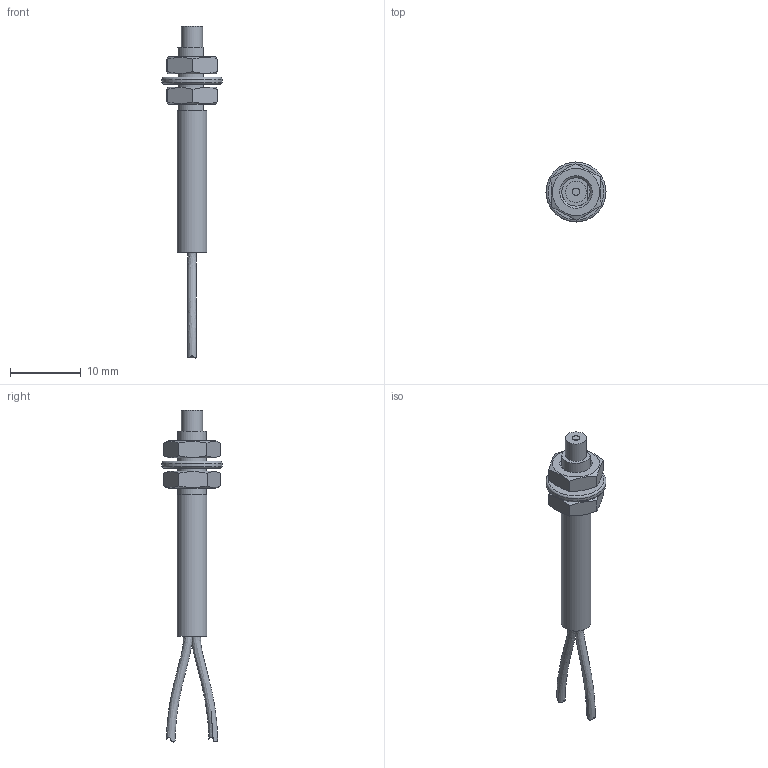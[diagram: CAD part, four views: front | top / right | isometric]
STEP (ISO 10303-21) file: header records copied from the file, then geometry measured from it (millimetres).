
FILE_DESCRIPTION(/* description */ (''),/* implementation_level */ '2;1');
FILE_NAME(/* name */ 'LT207202.stp',/* time_stamp */ '2016-10-06T14:32:41+02:00',/* author */ ('mitarbeiter'),/* organization */ (''),/* preprocessor_version */ 'ST-DEVELOPER v15.2',/* originating_system */ 'Autodesk Inventor 2014',/* authorisation */ '');
FILE_SCHEMA (('AUTOMOTIVE_DESIGN { 1 0 10303 214 3 1 1 }'));
Length unit declared in the file: millimetre
Products named in the file (4): LT207202 Korpus; Mutter M4; Beilagscheibe 8,5; LT207202
Bounding box: 8.5 x 8.5 x 47 mm (x, y, z)
Volume: 619.1 mm3; surface area: 938.3 mm2
Topology: 4 solids, 4 shells, 58 faces, 129 edges, 81 vertices
Faces by surface type: plane 26, cylinder 16, cone 8, bspline 4, torus 4
Full cylindrical faces by diameter (mm): 1 x1, 1.1 x1, 3 x1, 4 x2, 4.2 x1, 4.5 x1, 8.5 x1
Entity records: 2156 total; most frequent: CARTESIAN_POINT 1265, DIRECTION 166, ORIENTED_EDGE 146, AXIS2_PLACEMENT_3D 75, EDGE_CURVE 73, EDGE_LOOP 67, VERTEX_POINT 55, FACE_OUTER_BOUND 43
